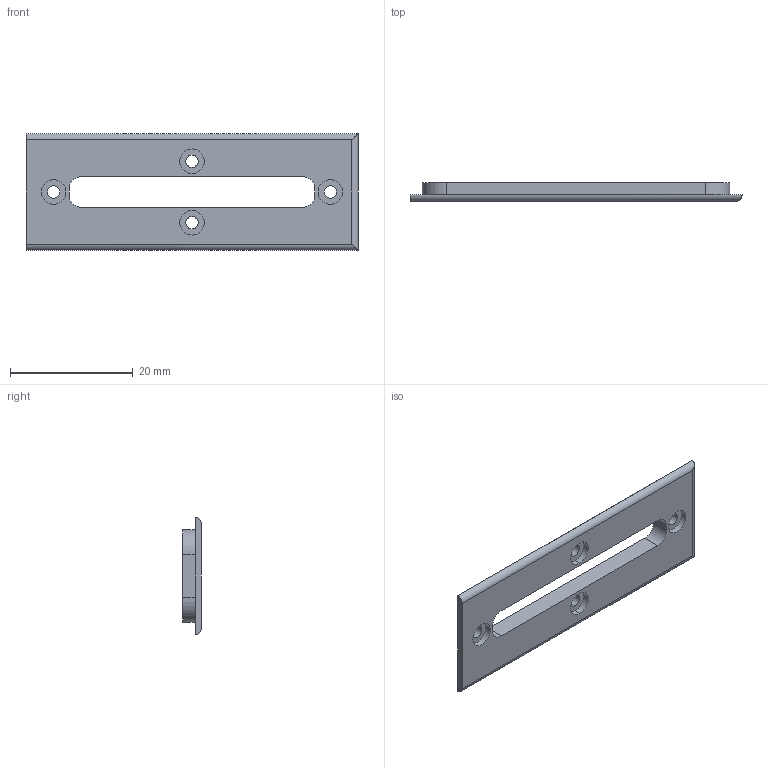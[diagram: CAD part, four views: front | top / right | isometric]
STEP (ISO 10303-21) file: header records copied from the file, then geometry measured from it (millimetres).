
FILE_DESCRIPTION((''),'2;1');
FILE_NAME('10001','2022-11-17T09:13:04',('A'),('IRISOFT'),'CREO PARAMETRIC BY PTC INC, 2022164','CREO PARAMETRIC BY PTC INC, 2022164','');
FILE_SCHEMA(('AUTOMOTIVE_DESIGN { 1 0 10303 214 1 1 1 1 }'));
Length unit declared in the file: millimetre
Products named in the file (1): 10001
Bounding box: 54 x 3 x 19 mm (x, y, z)
Volume: 1806.4 mm3; surface area: 2331 mm2
Topology: 1 solids, 1 shells, 43 faces, 108 edges, 72 vertices
Faces by surface type: cylinder 27, plane 16
Entity records: 1747 total; most frequent: DIRECTION 269, CARTESIAN_POINT 259, ORIENTED_EDGE 216, EDGE_CURVE 108, AXIS2_PLACEMENT_3D 103, VERTEX_POINT 72, VECTOR 60, LINE 60
